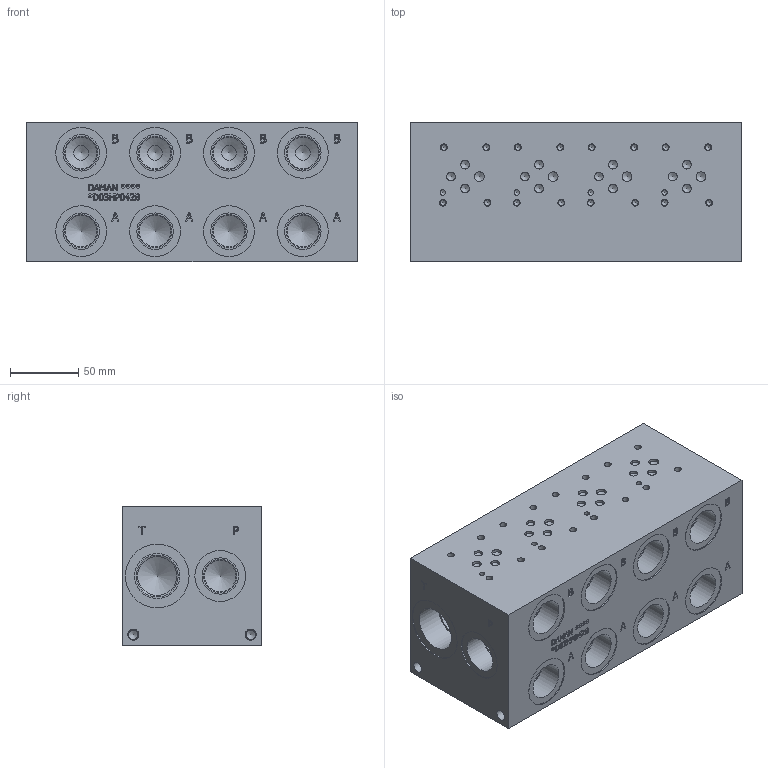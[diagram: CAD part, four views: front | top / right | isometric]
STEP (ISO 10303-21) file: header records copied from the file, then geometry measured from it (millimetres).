
FILE_DESCRIPTION(/* description */ (''),/* implementation_level */ '2;1');
FILE_NAME(/* name */ '_D03HP042B.stp',/* time_stamp */ '2020-03-25T15:58:05-04:00',/* author */ ('devonn'),/* organization */ (''),/* preprocessor_version */ 'ST-DEVELOPER v17',/* originating_system */ 'Autodesk Inventor 2019',/* authorisation */ '');
FILE_SCHEMA (('AUTOMOTIVE_DESIGN { 1 0 10303 214 3 1 1 }'));
Length unit declared in the file: millimetre
Products named in the file (1): Part_DD03HP042B_3D
Bounding box: 241.3 x 101.6 x 101.6 mm (x, y, z)
Volume: 2264217.8 mm3; surface area: 157561 mm2
Topology: 1 solids, 1 shells, 770 faces, 2115 edges, 1446 vertices
Faces by surface type: plane 426, bspline 164, cylinder 112, cone 68
Full cylindrical faces by diameter (mm): 3.962 x4, 4.216 x16, 5.004 x16, 6.35 x12, 6.756 x4, 7.137 x4, 8.001 x4, 10.719 x4, 23.012 x10, 24.409 x10, 26.543 x10, 28.575 x2, 30.632 x2, 32.995 x1, 33 x1, 37.109 x10, 46.558 x2
Entity records: 25759 total; most frequent: CARTESIAN_POINT 6412, ORIENTED_EDGE 4126, DIRECTION 3365, EDGE_CURVE 2063, VERTEX_POINT 1446, LINE 1319, VECTOR 1319, AXIS2_PLACEMENT_3D 1023
